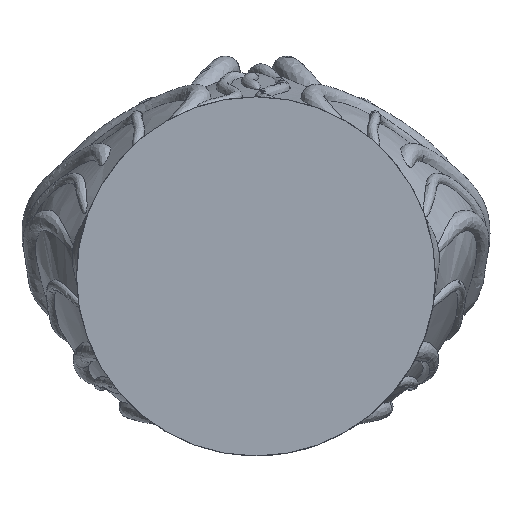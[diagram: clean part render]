
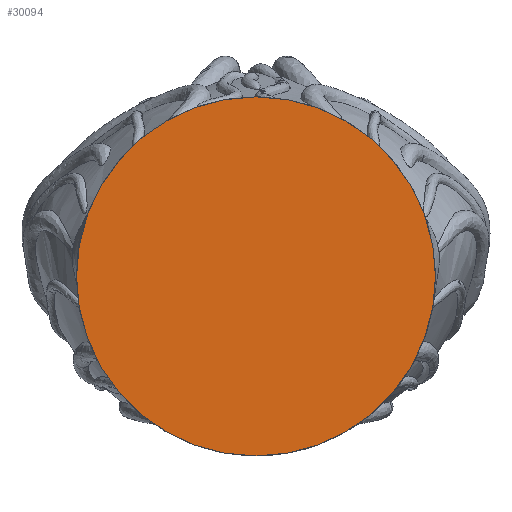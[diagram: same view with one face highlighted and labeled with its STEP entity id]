
A CAD part, front view. The second image highlights one B-rep face of the part: STEP entity #30094.
In plain terms, the highlighted planar face has unit normal (0, -1, 0).
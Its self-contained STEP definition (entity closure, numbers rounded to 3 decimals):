
#30071 = VERTEX_POINT('',#30072);
#30072 = CARTESIAN_POINT('',(-17.,272.,0.));
#30078 = EDGE_CURVE('',#30071,#30071,#30079,.T.);
#30079 = CIRCLE('',#30080,17.);
#30080 = AXIS2_PLACEMENT_3D('',#30081,#30082,#30083);
#30081 = CARTESIAN_POINT('',(0.,272.,0.));
#30082 = DIRECTION('',(-0.,1.,0.));
#30083 = DIRECTION('',(1.,0.,0.));
#30094 = ADVANCED_FACE('',(#30095),#30098,.F.);
#30095 = FACE_BOUND('',#30096,.T.);
#30096 = EDGE_LOOP('',(#30097));
#30097 = ORIENTED_EDGE('',*,*,#30078,.F.);
#30098 = PLANE('',#30099);
#30099 = AXIS2_PLACEMENT_3D('',#30100,#30101,#30102);
#30100 = CARTESIAN_POINT('',(0.,272.,0.));
#30101 = DIRECTION('',(0.,1.,0.));
#30102 = DIRECTION('',(1.,0.,0.));
